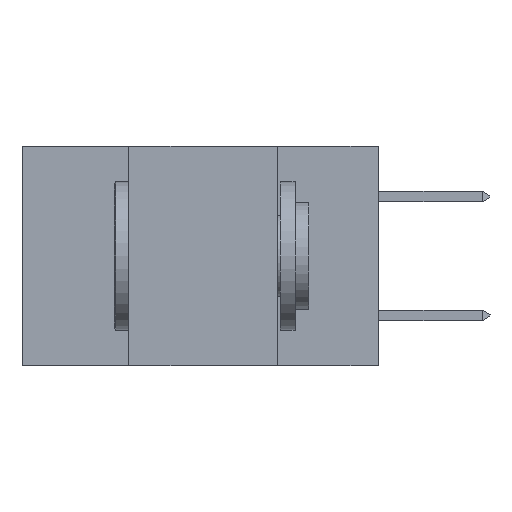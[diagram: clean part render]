
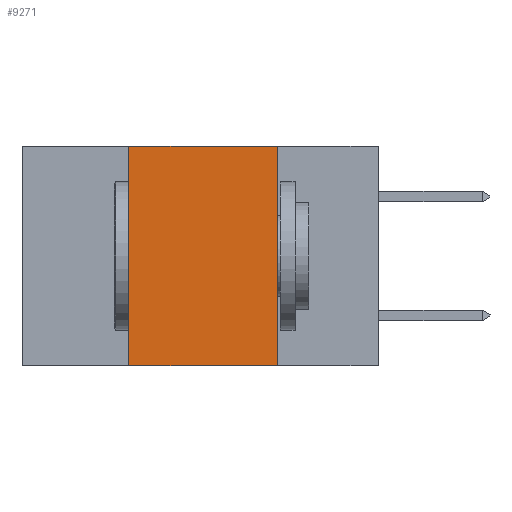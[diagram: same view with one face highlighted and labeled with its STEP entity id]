
A CAD part, left-side view. The second image highlights one B-rep face of the part: STEP entity #9271.
In plain terms, the highlighted planar face has unit normal (-1, 0, 0).
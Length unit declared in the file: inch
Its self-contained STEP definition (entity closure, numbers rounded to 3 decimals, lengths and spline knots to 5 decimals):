
#77 = VERTEX_POINT ( 'NONE', #3820 ) ;
#221 = EDGE_CURVE ( 'NONE', #2484, #77, #3909, .T. ) ;
#672 = EDGE_CURVE ( 'NONE', #11729, #7099, #5315, .T. ) ;
#888 = EDGE_LOOP ( 'NONE', ( #6495, #3939, #10294, #4384 ) ) ;
#938 = DIRECTION ( 'NONE',  ( 1., 0., 0. ) ) ;
#1116 = VECTOR ( 'NONE', #2547, 39.37008 ) ;
#1988 = CARTESIAN_POINT ( 'NONE',  ( 0., 0.6, -0.37 ) ) ;
#2247 = DIRECTION ( 'NONE',  ( 0., 0., -1. ) ) ;
#2253 = CARTESIAN_POINT ( 'NONE',  ( 0., 0.42, 0. ) ) ;
#2484 = VERTEX_POINT ( 'NONE', #4023 ) ;
#2547 = DIRECTION ( 'NONE',  ( 0., -1., 0. ) ) ;
#2913 = EDGE_CURVE ( 'NONE', #2484, #11729, #7669, .T. ) ;
#3242 = DIRECTION ( 'NONE',  ( 0., 0., 1. ) ) ;
#3705 = LINE ( 'NONE', #10132, #11284 ) ;
#3802 = CARTESIAN_POINT ( 'NONE',  ( 0., 0.6, 0. ) ) ;
#3820 = CARTESIAN_POINT ( 'NONE',  ( 0., 0.17, -0.37 ) ) ;
#3909 = LINE ( 'NONE', #1988, #8565 ) ;
#3939 = ORIENTED_EDGE ( 'NONE', *, *, #672, .F. ) ;
#4023 = CARTESIAN_POINT ( 'NONE',  ( 0., 0.42, -0.37 ) ) ;
#4384 = ORIENTED_EDGE ( 'NONE', *, *, #221, .T. ) ;
#5315 = LINE ( 'NONE', #7496, #1116 ) ;
#5442 = AXIS2_PLACEMENT_3D ( 'NONE', #3802, #938, #10810 ) ;
#5512 = VECTOR ( 'NONE', #3242, 39.37008 ) ;
#5597 = EDGE_CURVE ( 'NONE', #7099, #77, #3705, .T. ) ;
#5607 = CARTESIAN_POINT ( 'NONE',  ( 0., 0.42, 0. ) ) ;
#6495 = ORIENTED_EDGE ( 'NONE', *, *, #5597, .F. ) ;
#6818 = PLANE ( 'NONE',  #5442 ) ;
#7099 = VERTEX_POINT ( 'NONE', #8862 ) ;
#7496 = CARTESIAN_POINT ( 'NONE',  ( 0., 0.6, 0. ) ) ;
#7669 = LINE ( 'NONE', #2253, #5512 ) ;
#8321 = FACE_OUTER_BOUND ( 'NONE', #888, .T. ) ;
#8565 = VECTOR ( 'NONE', #10905, 39.37008 ) ;
#8862 = CARTESIAN_POINT ( 'NONE',  ( 0., 0.17, 0. ) ) ;
#9271 = ADVANCED_FACE ( 'NONE', ( #8321 ), #6818, .F. ) ;
#10132 = CARTESIAN_POINT ( 'NONE',  ( 0., 0.17, 0. ) ) ;
#10294 = ORIENTED_EDGE ( 'NONE', *, *, #2913, .F. ) ;
#10810 = DIRECTION ( 'NONE',  ( 0., 0., -1. ) ) ;
#10905 = DIRECTION ( 'NONE',  ( 0., -1., 0. ) ) ;
#11284 = VECTOR ( 'NONE', #2247, 39.37008 ) ;
#11729 = VERTEX_POINT ( 'NONE', #5607 ) ;
